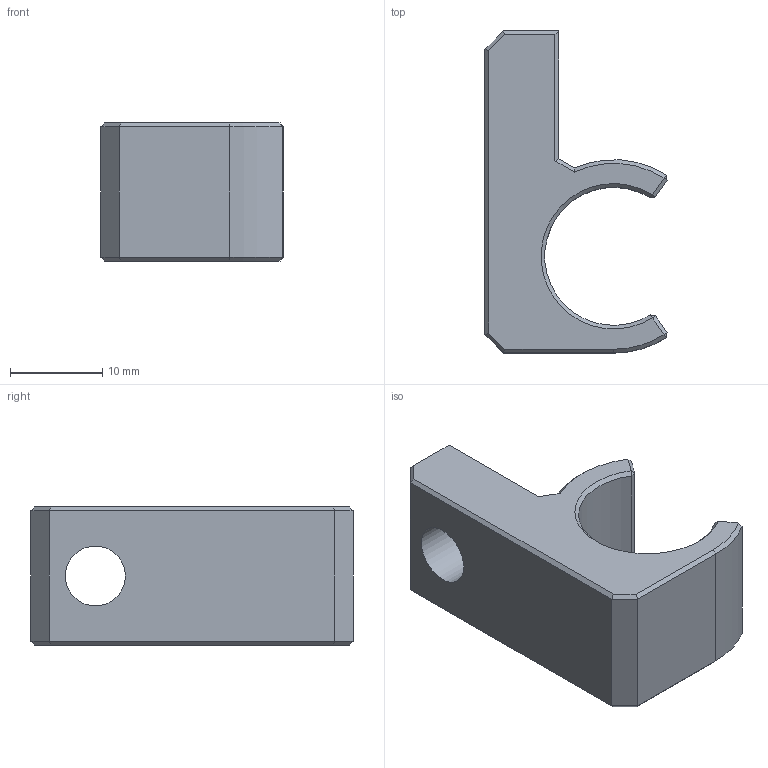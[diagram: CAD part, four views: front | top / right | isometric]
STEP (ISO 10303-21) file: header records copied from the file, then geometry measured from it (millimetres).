
FILE_DESCRIPTION(/* description */ (''),/* implementation_level */ '2;1');
FILE_NAME(/* name */ 'Staenderbohrmaschine Schluessel v1.step',/* time_stamp */ '2021-11-07T10:11:33+01:00',/* author */ (''),/* organization */ (''),/* preprocessor_version */ 'ST-DEVELOPER v18.1',/* originating_system */ 'Autodesk Translation Framework v10.10.0.1391',/* authorisation */ '');
FILE_SCHEMA (('AUTOMOTIVE_DESIGN { 1 0 10303 214 3 1 1 }'));
Length unit declared in the file: millimetre
Products named in the file (1): Staenderbohrmaschine Schluessel
Bounding box: 19.79 x 35 x 15 mm (x, y, z)
Volume: 4880.2 mm3; surface area: 2610 mm2
Topology: 1 solids, 1 shells, 51 faces, 107 edges, 58 vertices
Faces by surface type: plane 41, cone 6, cylinder 4
Full cylindrical faces by diameter (mm): 6.5 x1
Entity records: 1326 total; most frequent: CARTESIAN_POINT 239, DIRECTION 215, ORIENTED_EDGE 214, EDGE_CURVE 107, LINE 83, VECTOR 83, AXIS2_PLACEMENT_3D 66, VERTEX_POINT 58
